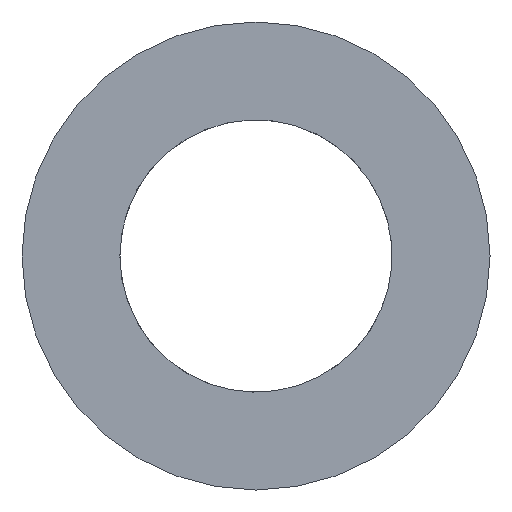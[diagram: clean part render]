
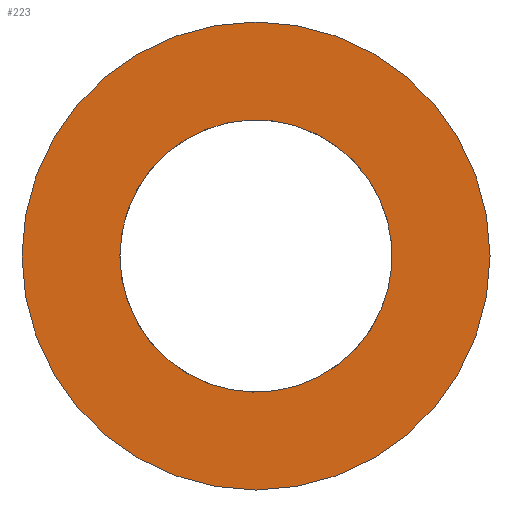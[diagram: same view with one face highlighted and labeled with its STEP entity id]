
A CAD part, front view. The second image highlights one B-rep face of the part: STEP entity #223.
In plain terms, the highlighted planar face has unit normal (0, -1, 0).
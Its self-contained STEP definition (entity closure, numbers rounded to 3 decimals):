
#18=FACE_BOUND('',#63,.T.);
#32=CIRCLE('',#252,4.);
#34=CIRCLE('',#255,6.875);
#46=FACE_OUTER_BOUND('',#62,.T.);
#62=EDGE_LOOP('',(#198));
#63=EDGE_LOOP('',(#199));
#115=VERTEX_POINT('',#379);
#117=VERTEX_POINT('',#384);
#143=EDGE_CURVE('',#115,#115,#32,.T.);
#145=EDGE_CURVE('',#117,#117,#34,.T.);
#198=ORIENTED_EDGE('',*,*,#145,.T.);
#199=ORIENTED_EDGE('',*,*,#143,.T.);
#210=PLANE('',#256);
#223=ADVANCED_FACE('',(#46,#18),#210,.F.);
#252=AXIS2_PLACEMENT_3D('',#380,#314,#315);
#255=AXIS2_PLACEMENT_3D('',#385,#320,#321);
#256=AXIS2_PLACEMENT_3D('',#386,#322,#323);
#314=DIRECTION('center_axis',(0.,1.,0.));
#315=DIRECTION('ref_axis',(1.,0.,0.));
#320=DIRECTION('center_axis',(0.,-1.,0.));
#321=DIRECTION('ref_axis',(1.,0.,0.));
#322=DIRECTION('center_axis',(0.,1.,0.));
#323=DIRECTION('ref_axis',(0.,0.,1.));
#379=CARTESIAN_POINT('',(-4.,0.,0.));
#380=CARTESIAN_POINT('Origin',(0.,0.,0.));
#384=CARTESIAN_POINT('',(-6.875,0.,0.));
#385=CARTESIAN_POINT('Origin',(0.,0.,0.));
#386=CARTESIAN_POINT('Origin',(0.,0.,0.));
